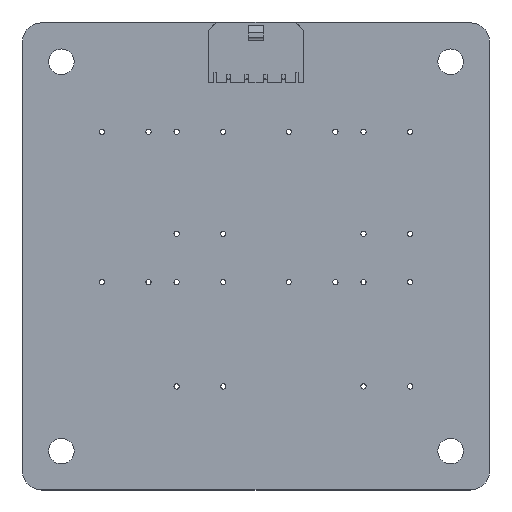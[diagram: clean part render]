
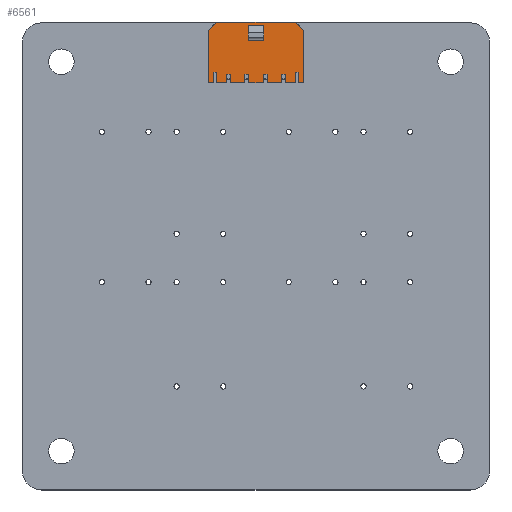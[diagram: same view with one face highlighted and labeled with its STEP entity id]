
A CAD part, top view. The second image highlights one B-rep face of the part: STEP entity #6561.
In plain terms, the highlighted face is planar.
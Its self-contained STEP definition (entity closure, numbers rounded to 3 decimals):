
#2562 = VERTEX_POINT('',#2563);
#2563 = CARTESIAN_POINT('',(7.825,1.93,3.55));
#2569 = EDGE_CURVE('',#2570,#2562,#2572,.T.);
#2570 = VERTEX_POINT('',#2571);
#2571 = CARTESIAN_POINT('',(7.825,1.93,-4.95));
#2572 = LINE('',#2573,#2574);
#2573 = CARTESIAN_POINT('',(7.825,1.93,-4.95));
#2574 = VECTOR('',#2575,1.);
#2575 = DIRECTION('',(0.,0.,1.));
#3186 = VERTEX_POINT('',#3187);
#3187 = CARTESIAN_POINT('',(-7.825,1.93,-4.95));
#3193 = EDGE_CURVE('',#3186,#3194,#3196,.T.);
#3194 = VERTEX_POINT('',#3195);
#3195 = CARTESIAN_POINT('',(-7.825,1.93,3.55));
#3196 = LINE('',#3197,#3198);
#3197 = CARTESIAN_POINT('',(-7.825,1.93,-4.95));
#3198 = VECTOR('',#3199,1.);
#3199 = DIRECTION('',(0.,0.,1.));
#3657 = VERTEX_POINT('',#3658);
#3658 = CARTESIAN_POINT('',(6.865,1.93,-3.25));
#3734 = VERTEX_POINT('',#3735);
#3735 = CARTESIAN_POINT('',(6.865,1.93,-4.95));
#3741 = EDGE_CURVE('',#3734,#3657,#3742,.T.);
#3742 = LINE('',#3743,#3744);
#3743 = CARTESIAN_POINT('',(6.865,1.93,-4.95));
#3744 = VECTOR('',#3745,1.);
#3745 = DIRECTION('',(0.,0.,1.));
#3764 = EDGE_CURVE('',#3765,#3657,#3767,.T.);
#3765 = VERTEX_POINT('',#3766);
#3766 = CARTESIAN_POINT('',(6.465,1.93,-3.25));
#3767 = LINE('',#3768,#3769);
#3768 = CARTESIAN_POINT('',(6.465,1.93,-3.25));
#3769 = VECTOR('',#3770,1.);
#3770 = DIRECTION('',(1.,0.,0.));
#4521 = VERTEX_POINT('',#4522);
#4522 = CARTESIAN_POINT('',(-4.82,1.93,-3.6));
#4528 = EDGE_CURVE('',#4529,#4521,#4531,.T.);
#4529 = VERTEX_POINT('',#4530);
#4530 = CARTESIAN_POINT('',(-4.82,1.93,-4.95));
#4531 = LINE('',#4532,#4533);
#4532 = CARTESIAN_POINT('',(-4.82,1.93,-4.95));
#4533 = VECTOR('',#4534,1.);
#4534 = DIRECTION('',(0.,0.,1.));
#6049 = VERTEX_POINT('',#6050);
#6050 = CARTESIAN_POINT('',(-6.865,1.93,-3.25));
#6056 = EDGE_CURVE('',#6057,#6049,#6059,.T.);
#6057 = VERTEX_POINT('',#6058);
#6058 = CARTESIAN_POINT('',(-6.865,1.93,-4.95));
#6059 = LINE('',#6060,#6061);
#6060 = CARTESIAN_POINT('',(-6.865,1.93,-4.95));
#6061 = VECTOR('',#6062,1.);
#6062 = DIRECTION('',(0.,0.,1.));
#6121 = EDGE_CURVE('',#3194,#6122,#6124,.T.);
#6122 = VERTEX_POINT('',#6123);
#6123 = CARTESIAN_POINT('',(-6.425,1.93,4.95));
#6124 = LINE('',#6125,#6126);
#6125 = CARTESIAN_POINT('',(-7.825,1.93,3.55));
#6126 = VECTOR('',#6127,1.);
#6127 = DIRECTION('',(0.707,0.,0.707));
#6293 = VERTEX_POINT('',#6294);
#6294 = CARTESIAN_POINT('',(6.425,1.93,4.95));
#6300 = EDGE_CURVE('',#6293,#2562,#6301,.T.);
#6301 = LINE('',#6302,#6303);
#6302 = CARTESIAN_POINT('',(6.425,1.93,4.95));
#6303 = VECTOR('',#6304,1.);
#6304 = DIRECTION('',(0.707,0.,-0.707));
#6349 = EDGE_CURVE('',#6122,#6293,#6350,.T.);
#6350 = LINE('',#6351,#6352);
#6351 = CARTESIAN_POINT('',(-6.425,1.93,4.95));
#6352 = VECTOR('',#6353,1.);
#6353 = DIRECTION('',(1.,0.,0.));
#6561 = ADVANCED_FACE('',(#6562),#6733,.T.);
#6562 = FACE_BOUND('',#6563,.F.);
#6563 = EDGE_LOOP('',(#6564,#6565,#6573,#6581,#6589,#6597,#6605,#6613,
    #6621,#6629,#6637,#6645,#6653,#6661,#6669,#6677,#6685,#6691,#6692,
    #6693,#6699,#6700,#6701,#6702,#6703,#6704,#6710,#6711,#6719,#6727));
#6564 = ORIENTED_EDGE('',*,*,#4528,.T.);
#6565 = ORIENTED_EDGE('',*,*,#6566,.T.);
#6566 = EDGE_CURVE('',#4521,#6567,#6569,.T.);
#6567 = VERTEX_POINT('',#6568);
#6568 = CARTESIAN_POINT('',(-4.18,1.93,-3.6));
#6569 = LINE('',#6570,#6571);
#6570 = CARTESIAN_POINT('',(-4.82,1.93,-3.6));
#6571 = VECTOR('',#6572,1.);
#6572 = DIRECTION('',(1.,0.,0.));
#6573 = ORIENTED_EDGE('',*,*,#6574,.F.);
#6574 = EDGE_CURVE('',#6575,#6567,#6577,.T.);
#6575 = VERTEX_POINT('',#6576);
#6576 = CARTESIAN_POINT('',(-4.18,1.93,-4.95));
#6577 = LINE('',#6578,#6579);
#6578 = CARTESIAN_POINT('',(-4.18,1.93,-4.95));
#6579 = VECTOR('',#6580,1.);
#6580 = DIRECTION('',(0.,0.,1.));
#6581 = ORIENTED_EDGE('',*,*,#6582,.T.);
#6582 = EDGE_CURVE('',#6575,#6583,#6585,.T.);
#6583 = VERTEX_POINT('',#6584);
#6584 = CARTESIAN_POINT('',(-1.82,1.93,-4.95));
#6585 = LINE('',#6586,#6587);
#6586 = CARTESIAN_POINT('',(-4.18,1.93,-4.95));
#6587 = VECTOR('',#6588,1.);
#6588 = DIRECTION('',(1.,0.,0.));
#6589 = ORIENTED_EDGE('',*,*,#6590,.T.);
#6590 = EDGE_CURVE('',#6583,#6591,#6593,.T.);
#6591 = VERTEX_POINT('',#6592);
#6592 = CARTESIAN_POINT('',(-1.82,1.93,-3.6));
#6593 = LINE('',#6594,#6595);
#6594 = CARTESIAN_POINT('',(-1.82,1.93,-4.95));
#6595 = VECTOR('',#6596,1.);
#6596 = DIRECTION('',(0.,0.,1.));
#6597 = ORIENTED_EDGE('',*,*,#6598,.T.);
#6598 = EDGE_CURVE('',#6591,#6599,#6601,.T.);
#6599 = VERTEX_POINT('',#6600);
#6600 = CARTESIAN_POINT('',(-1.18,1.93,-3.6));
#6601 = LINE('',#6602,#6603);
#6602 = CARTESIAN_POINT('',(-1.82,1.93,-3.6));
#6603 = VECTOR('',#6604,1.);
#6604 = DIRECTION('',(1.,0.,0.));
#6605 = ORIENTED_EDGE('',*,*,#6606,.F.);
#6606 = EDGE_CURVE('',#6607,#6599,#6609,.T.);
#6607 = VERTEX_POINT('',#6608);
#6608 = CARTESIAN_POINT('',(-1.18,1.93,-4.95));
#6609 = LINE('',#6610,#6611);
#6610 = CARTESIAN_POINT('',(-1.18,1.93,-4.95));
#6611 = VECTOR('',#6612,1.);
#6612 = DIRECTION('',(0.,0.,1.));
#6613 = ORIENTED_EDGE('',*,*,#6614,.T.);
#6614 = EDGE_CURVE('',#6607,#6615,#6617,.T.);
#6615 = VERTEX_POINT('',#6616);
#6616 = CARTESIAN_POINT('',(1.18,1.93,-4.95));
#6617 = LINE('',#6618,#6619);
#6618 = CARTESIAN_POINT('',(-1.18,1.93,-4.95));
#6619 = VECTOR('',#6620,1.);
#6620 = DIRECTION('',(1.,0.,0.));
#6621 = ORIENTED_EDGE('',*,*,#6622,.T.);
#6622 = EDGE_CURVE('',#6615,#6623,#6625,.T.);
#6623 = VERTEX_POINT('',#6624);
#6624 = CARTESIAN_POINT('',(1.18,1.93,-3.6));
#6625 = LINE('',#6626,#6627);
#6626 = CARTESIAN_POINT('',(1.18,1.93,-4.95));
#6627 = VECTOR('',#6628,1.);
#6628 = DIRECTION('',(0.,0.,1.));
#6629 = ORIENTED_EDGE('',*,*,#6630,.T.);
#6630 = EDGE_CURVE('',#6623,#6631,#6633,.T.);
#6631 = VERTEX_POINT('',#6632);
#6632 = CARTESIAN_POINT('',(1.82,1.93,-3.6));
#6633 = LINE('',#6634,#6635);
#6634 = CARTESIAN_POINT('',(1.18,1.93,-3.6));
#6635 = VECTOR('',#6636,1.);
#6636 = DIRECTION('',(1.,0.,0.));
#6637 = ORIENTED_EDGE('',*,*,#6638,.F.);
#6638 = EDGE_CURVE('',#6639,#6631,#6641,.T.);
#6639 = VERTEX_POINT('',#6640);
#6640 = CARTESIAN_POINT('',(1.82,1.93,-4.95));
#6641 = LINE('',#6642,#6643);
#6642 = CARTESIAN_POINT('',(1.82,1.93,-4.95));
#6643 = VECTOR('',#6644,1.);
#6644 = DIRECTION('',(0.,0.,1.));
#6645 = ORIENTED_EDGE('',*,*,#6646,.T.);
#6646 = EDGE_CURVE('',#6639,#6647,#6649,.T.);
#6647 = VERTEX_POINT('',#6648);
#6648 = CARTESIAN_POINT('',(4.18,1.93,-4.95));
#6649 = LINE('',#6650,#6651);
#6650 = CARTESIAN_POINT('',(1.82,1.93,-4.95));
#6651 = VECTOR('',#6652,1.);
#6652 = DIRECTION('',(1.,0.,0.));
#6653 = ORIENTED_EDGE('',*,*,#6654,.T.);
#6654 = EDGE_CURVE('',#6647,#6655,#6657,.T.);
#6655 = VERTEX_POINT('',#6656);
#6656 = CARTESIAN_POINT('',(4.18,1.93,-3.6));
#6657 = LINE('',#6658,#6659);
#6658 = CARTESIAN_POINT('',(4.18,1.93,-4.95));
#6659 = VECTOR('',#6660,1.);
#6660 = DIRECTION('',(0.,0.,1.));
#6661 = ORIENTED_EDGE('',*,*,#6662,.T.);
#6662 = EDGE_CURVE('',#6655,#6663,#6665,.T.);
#6663 = VERTEX_POINT('',#6664);
#6664 = CARTESIAN_POINT('',(4.82,1.93,-3.6));
#6665 = LINE('',#6666,#6667);
#6666 = CARTESIAN_POINT('',(4.18,1.93,-3.6));
#6667 = VECTOR('',#6668,1.);
#6668 = DIRECTION('',(1.,0.,0.));
#6669 = ORIENTED_EDGE('',*,*,#6670,.F.);
#6670 = EDGE_CURVE('',#6671,#6663,#6673,.T.);
#6671 = VERTEX_POINT('',#6672);
#6672 = CARTESIAN_POINT('',(4.82,1.93,-4.95));
#6673 = LINE('',#6674,#6675);
#6674 = CARTESIAN_POINT('',(4.82,1.93,-4.95));
#6675 = VECTOR('',#6676,1.);
#6676 = DIRECTION('',(0.,0.,1.));
#6677 = ORIENTED_EDGE('',*,*,#6678,.T.);
#6678 = EDGE_CURVE('',#6671,#6679,#6681,.T.);
#6679 = VERTEX_POINT('',#6680);
#6680 = CARTESIAN_POINT('',(6.465,1.93,-4.95));
#6681 = LINE('',#6682,#6683);
#6682 = CARTESIAN_POINT('',(4.82,1.93,-4.95));
#6683 = VECTOR('',#6684,1.);
#6684 = DIRECTION('',(1.,0.,0.));
#6685 = ORIENTED_EDGE('',*,*,#6686,.T.);
#6686 = EDGE_CURVE('',#6679,#3765,#6687,.T.);
#6687 = LINE('',#6688,#6689);
#6688 = CARTESIAN_POINT('',(6.465,1.93,-4.95));
#6689 = VECTOR('',#6690,1.);
#6690 = DIRECTION('',(0.,0.,1.));
#6691 = ORIENTED_EDGE('',*,*,#3764,.T.);
#6692 = ORIENTED_EDGE('',*,*,#3741,.F.);
#6693 = ORIENTED_EDGE('',*,*,#6694,.T.);
#6694 = EDGE_CURVE('',#3734,#2570,#6695,.T.);
#6695 = LINE('',#6696,#6697);
#6696 = CARTESIAN_POINT('',(6.865,1.93,-4.95));
#6697 = VECTOR('',#6698,1.);
#6698 = DIRECTION('',(1.,0.,0.));
#6699 = ORIENTED_EDGE('',*,*,#2569,.T.);
#6700 = ORIENTED_EDGE('',*,*,#6300,.F.);
#6701 = ORIENTED_EDGE('',*,*,#6349,.F.);
#6702 = ORIENTED_EDGE('',*,*,#6121,.F.);
#6703 = ORIENTED_EDGE('',*,*,#3193,.F.);
#6704 = ORIENTED_EDGE('',*,*,#6705,.T.);
#6705 = EDGE_CURVE('',#3186,#6057,#6706,.T.);
#6706 = LINE('',#6707,#6708);
#6707 = CARTESIAN_POINT('',(-7.825,1.93,-4.95));
#6708 = VECTOR('',#6709,1.);
#6709 = DIRECTION('',(1.,0.,0.));
#6710 = ORIENTED_EDGE('',*,*,#6056,.T.);
#6711 = ORIENTED_EDGE('',*,*,#6712,.T.);
#6712 = EDGE_CURVE('',#6049,#6713,#6715,.T.);
#6713 = VERTEX_POINT('',#6714);
#6714 = CARTESIAN_POINT('',(-6.465,1.93,-3.25));
#6715 = LINE('',#6716,#6717);
#6716 = CARTESIAN_POINT('',(-6.865,1.93,-3.25));
#6717 = VECTOR('',#6718,1.);
#6718 = DIRECTION('',(1.,0.,0.));
#6719 = ORIENTED_EDGE('',*,*,#6720,.F.);
#6720 = EDGE_CURVE('',#6721,#6713,#6723,.T.);
#6721 = VERTEX_POINT('',#6722);
#6722 = CARTESIAN_POINT('',(-6.465,1.93,-4.95));
#6723 = LINE('',#6724,#6725);
#6724 = CARTESIAN_POINT('',(-6.465,1.93,-4.95));
#6725 = VECTOR('',#6726,1.);
#6726 = DIRECTION('',(0.,0.,1.));
#6727 = ORIENTED_EDGE('',*,*,#6728,.T.);
#6728 = EDGE_CURVE('',#6721,#4529,#6729,.T.);
#6729 = LINE('',#6730,#6731);
#6730 = CARTESIAN_POINT('',(-6.465,1.93,-4.95));
#6731 = VECTOR('',#6732,1.);
#6732 = DIRECTION('',(1.,0.,0.));
#6733 = PLANE('',#6734);
#6734 = AXIS2_PLACEMENT_3D('',#6735,#6736,#6737);
#6735 = CARTESIAN_POINT('',(-7.825,1.93,-4.95));
#6736 = DIRECTION('',(0.,1.,0.));
#6737 = DIRECTION('',(0.,0.,1.));
